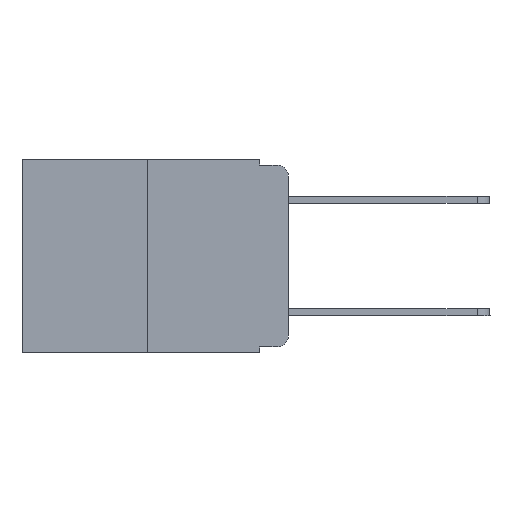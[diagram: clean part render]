
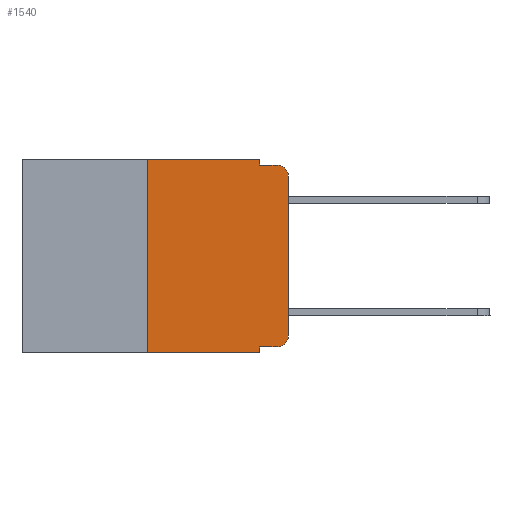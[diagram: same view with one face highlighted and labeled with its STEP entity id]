
A CAD part, left-side view. The second image highlights one B-rep face of the part: STEP entity #1540.
In plain terms, the highlighted planar face has unit normal (-1, 0, 0).
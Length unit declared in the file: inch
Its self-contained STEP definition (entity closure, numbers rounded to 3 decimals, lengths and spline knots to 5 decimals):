
#106 = DIRECTION ( 'NONE',  ( 0., 0., 1. ) ) ;
#169 = CARTESIAN_POINT ( 'NONE',  ( 0., 0.473, -0.343 ) ) ;
#452 = CARTESIAN_POINT ( 'NONE',  ( 0., 0.02, -0.03 ) ) ;
#496 = VERTEX_POINT ( 'NONE', #1457 ) ;
#1457 = CARTESIAN_POINT ( 'NONE',  ( 0., 0.051, -0.333 ) ) ;
#1540 = ADVANCED_FACE ( 'NONE', ( #2602 ), #19420, .F. ) ;
#1645 = EDGE_CURVE ( 'NONE', #3946, #4244, #7461, .T. ) ;
#1741 = VECTOR ( 'NONE', #3898, 39.37008 ) ;
#1834 = ORIENTED_EDGE ( 'NONE', *, *, #3306, .T. ) ;
#2085 = CARTESIAN_POINT ( 'NONE',  ( 0., 0.051, -0.343 ) ) ;
#2168 = CARTESIAN_POINT ( 'NONE',  ( 0., 0., -0.313 ) ) ;
#2448 = EDGE_CURVE ( 'NONE', #12894, #18545, #15801, .T. ) ;
#2602 = FACE_OUTER_BOUND ( 'NONE', #18312, .T. ) ;
#2776 = CARTESIAN_POINT ( 'NONE',  ( 0., 0.051, 0. ) ) ;
#3016 = DIRECTION ( 'NONE',  ( -1., 0., 0. ) ) ;
#3306 = EDGE_CURVE ( 'NONE', #5774, #8021, #16954, .T. ) ;
#3432 = CARTESIAN_POINT ( 'NONE',  ( 0., 0., 0. ) ) ;
#3744 = CARTESIAN_POINT ( 'NONE',  ( 0., 0.051, -0.01 ) ) ;
#3779 = EDGE_CURVE ( 'NONE', #17187, #3946, #5446, .T. ) ;
#3785 = EDGE_CURVE ( 'NONE', #496, #18369, #20931, .T. ) ;
#3895 = DIRECTION ( 'NONE',  ( -1., 0., 0. ) ) ;
#3898 = DIRECTION ( 'NONE',  ( 0., -1., 0. ) ) ;
#3946 = VERTEX_POINT ( 'NONE', #2776 ) ;
#4160 = DIRECTION ( 'NONE',  ( 1., 0., 0. ) ) ;
#4244 = VERTEX_POINT ( 'NONE', #13961 ) ;
#4474 = ORIENTED_EDGE ( 'NONE', *, *, #6249, .F. ) ;
#4970 = EDGE_CURVE ( 'NONE', #496, #8021, #6703, .T. ) ;
#5178 = AXIS2_PLACEMENT_3D ( 'NONE', #21216, #4160, #21096 ) ;
#5408 = LINE ( 'NONE', #3744, #10700 ) ;
#5413 = LINE ( 'NONE', #12629, #18427 ) ;
#5446 = LINE ( 'NONE', #15782, #7707 ) ;
#5507 = AXIS2_PLACEMENT_3D ( 'NONE', #452, #3895, #12332 ) ;
#5622 = VECTOR ( 'NONE', #6600, 39.37008 ) ;
#5774 = VERTEX_POINT ( 'NONE', #6978 ) ;
#6249 = EDGE_CURVE ( 'NONE', #5774, #17187, #5413, .T. ) ;
#6600 = DIRECTION ( 'NONE',  ( 0., 0., -1. ) ) ;
#6703 = LINE ( 'NONE', #15064, #5622 ) ;
#6912 = DIRECTION ( 'NONE',  ( 0., -1., 0. ) ) ;
#6978 = CARTESIAN_POINT ( 'NONE',  ( 0., 0.25, -0.343 ) ) ;
#7461 = LINE ( 'NONE', #10704, #11516 ) ;
#7707 = VECTOR ( 'NONE', #13989, 39.37008 ) ;
#7983 = ORIENTED_EDGE ( 'NONE', *, *, #16065, .T. ) ;
#8021 = VERTEX_POINT ( 'NONE', #2085 ) ;
#8353 = ORIENTED_EDGE ( 'NONE', *, *, #3779, .F. ) ;
#9206 = ORIENTED_EDGE ( 'NONE', *, *, #1645, .F. ) ;
#10214 = ORIENTED_EDGE ( 'NONE', *, *, #2448, .T. ) ;
#10700 = VECTOR ( 'NONE', #15634, 39.37008 ) ;
#10704 = CARTESIAN_POINT ( 'NONE',  ( 0., 0.051, 0. ) ) ;
#11337 = DIRECTION ( 'NONE',  ( 0., 0., -1. ) ) ;
#11516 = VECTOR ( 'NONE', #17737, 39.37008 ) ;
#12332 = DIRECTION ( 'NONE',  ( 0., 0., -1. ) ) ;
#12629 = CARTESIAN_POINT ( 'NONE',  ( 0., 0.25, 0. ) ) ;
#12894 = VERTEX_POINT ( 'NONE', #14140 ) ;
#13367 = ORIENTED_EDGE ( 'NONE', *, *, #3785, .T. ) ;
#13577 = EDGE_CURVE ( 'NONE', #21381, #12894, #13736, .T. ) ;
#13736 = LINE ( 'NONE', #3432, #14196 ) ;
#13744 = ORIENTED_EDGE ( 'NONE', *, *, #16814, .F. ) ;
#13871 = CIRCLE ( 'NONE', #18908, 0.02 ) ;
#13961 = CARTESIAN_POINT ( 'NONE',  ( 0., 0.051, -0.01 ) ) ;
#13989 = DIRECTION ( 'NONE',  ( 0., -1., 0. ) ) ;
#14140 = CARTESIAN_POINT ( 'NONE',  ( 0., 0., -0.03 ) ) ;
#14196 = VECTOR ( 'NONE', #106, 39.37008 ) ;
#15064 = CARTESIAN_POINT ( 'NONE',  ( 0., 0.051, 0. ) ) ;
#15133 = VECTOR ( 'NONE', #6912, 39.37008 ) ;
#15634 = DIRECTION ( 'NONE',  ( 0., -1., 0. ) ) ;
#15680 = CARTESIAN_POINT ( 'NONE',  ( 0., 0.051, -0.333 ) ) ;
#15782 = CARTESIAN_POINT ( 'NONE',  ( 0., 0.473, 0. ) ) ;
#15801 = CIRCLE ( 'NONE', #5507, 0.02 ) ;
#16065 = EDGE_CURVE ( 'NONE', #18369, #21381, #13871, .T. ) ;
#16814 = EDGE_CURVE ( 'NONE', #4244, #18545, #5408, .T. ) ;
#16954 = LINE ( 'NONE', #169, #15133 ) ;
#17026 = ORIENTED_EDGE ( 'NONE', *, *, #13577, .T. ) ;
#17187 = VERTEX_POINT ( 'NONE', #21178 ) ;
#17316 = DIRECTION ( 'NONE',  ( 0., 0., 1. ) ) ;
#17737 = DIRECTION ( 'NONE',  ( 0., 0., -1. ) ) ;
#18158 = CARTESIAN_POINT ( 'NONE',  ( 0., 0.02, -0.313 ) ) ;
#18259 = ORIENTED_EDGE ( 'NONE', *, *, #4970, .F. ) ;
#18312 = EDGE_LOOP ( 'NONE', ( #17026, #10214, #13744, #9206, #8353, #4474, #1834, #18259, #13367, #7983 ) ) ;
#18369 = VERTEX_POINT ( 'NONE', #21301 ) ;
#18427 = VECTOR ( 'NONE', #17316, 39.37008 ) ;
#18545 = VERTEX_POINT ( 'NONE', #18618 ) ;
#18618 = CARTESIAN_POINT ( 'NONE',  ( 0., 0.02, -0.01 ) ) ;
#18908 = AXIS2_PLACEMENT_3D ( 'NONE', #18158, #3016, #11337 ) ;
#19420 = PLANE ( 'NONE',  #5178 ) ;
#20931 = LINE ( 'NONE', #15680, #1741 ) ;
#21096 = DIRECTION ( 'NONE',  ( 0., 0., -1. ) ) ;
#21178 = CARTESIAN_POINT ( 'NONE',  ( 0., 0.25, 0. ) ) ;
#21216 = CARTESIAN_POINT ( 'NONE',  ( 0., 0.473, 0. ) ) ;
#21301 = CARTESIAN_POINT ( 'NONE',  ( 0., 0.02, -0.333 ) ) ;
#21381 = VERTEX_POINT ( 'NONE', #2168 ) ;
